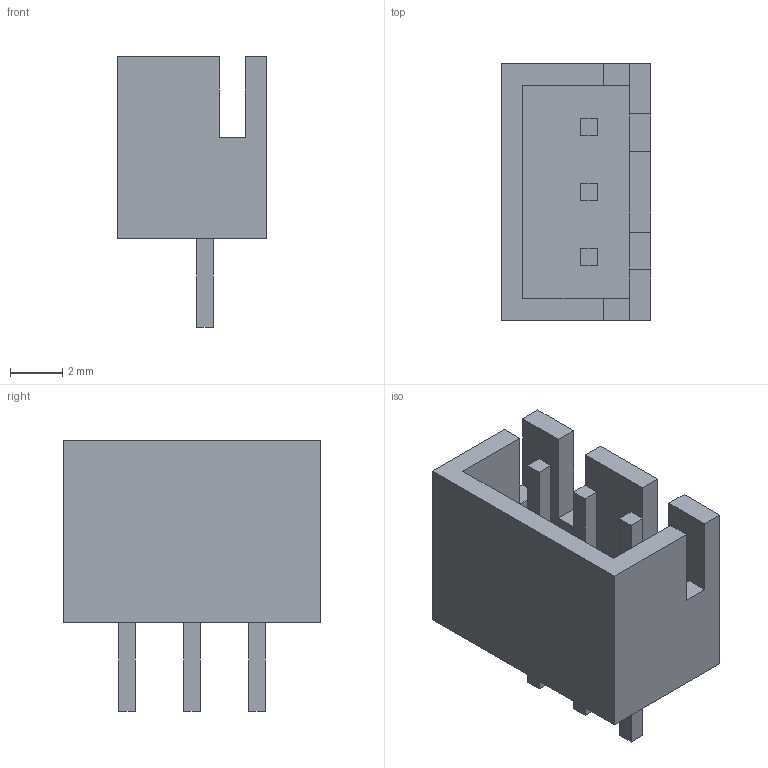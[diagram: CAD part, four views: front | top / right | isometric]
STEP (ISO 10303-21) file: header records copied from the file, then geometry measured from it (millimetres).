
FILE_DESCRIPTION(/* description */ (''),/* implementation_level */ '2;1');
FILE_NAME(/* name */ 'JST_XH_3-PIN_ipt_8256b459.STEP',/* time_stamp */ '2022-06-02T14:50:23+03:00',/* author */ ('Sulieman DAHER'),/* organization */ (''),/* preprocessor_version */ 'ST-DEVELOPER v16.13',/* originating_system */ 'Autodesk Inventor 2018',/* authorisation */ '');
FILE_SCHEMA (('AUTOMOTIVE_DESIGN { 1 0 10303 214 3 1 1 }'));
Length unit declared in the file: millimetre
Products named in the file (1): JST_XH_3-PIN
Bounding box: 5.75 x 9.9 x 10.4 mm (x, y, z)
Volume: 236 mm3; surface area: 498.1 mm2
Topology: 1 solids, 1 shells, 54 faces, 138 edges, 92 vertices
Faces by surface type: plane 54
Entity records: 1648 total; most frequent: CARTESIAN_POINT 285, ORIENTED_EDGE 276, DIRECTION 248, LINE 138, VECTOR 138, EDGE_CURVE 138, VERTEX_POINT 92, EDGE_LOOP 60
